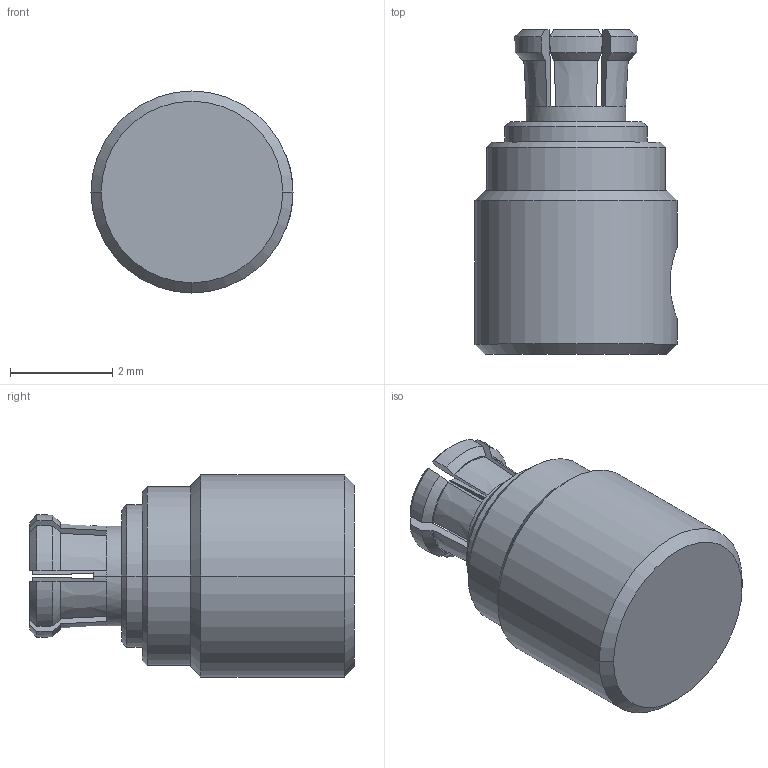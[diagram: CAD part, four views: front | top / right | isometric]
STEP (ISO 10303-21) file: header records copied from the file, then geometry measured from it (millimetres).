
FILE_DESCRIPTION (( 'STEP AP214' ), '1' );
FILE_NAME ('FMCN51283_3D.step', '2024-04-08T16:50:54', ( '' ), ( '' ), 'SwSTEP 2.0', 'SolidWorks 2022', '' );
FILE_SCHEMA (( 'AUTOMOTIVE_DESIGN' ));
Length unit declared in the file: millimetre
Products named in the file (1): FMCN51283_3D
Bounding box: 3.95 x 6.35 x 3.95 mm (x, y, z)
Volume: 48.6 mm3; surface area: 115.9 mm2
Topology: 1 solids, 1 shells, 128 faces, 327 edges, 203 vertices
Faces by surface type: cone 58, plane 52, cylinder 16, bspline 2
Entity records: 4663 total; most frequent: CARTESIAN_POINT 1643, ORIENTED_EDGE 650, DIRECTION 611, EDGE_CURVE 325, AXIS2_PLACEMENT_3D 263, VERTEX_POINT 203, CIRCLE 136, EDGE_LOOP 132
